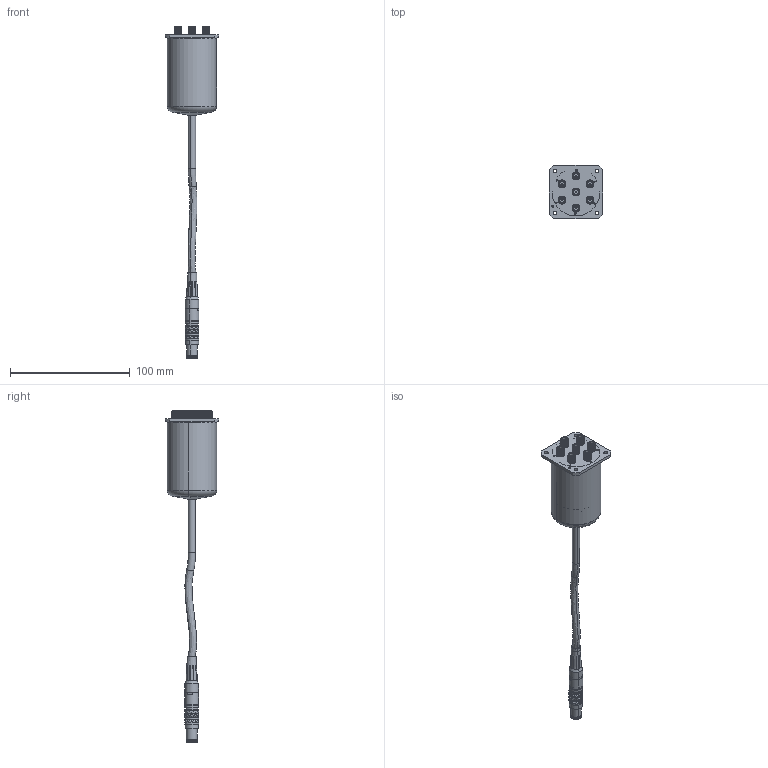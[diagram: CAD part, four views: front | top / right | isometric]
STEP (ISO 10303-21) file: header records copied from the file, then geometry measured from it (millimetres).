
FILE_DESCRIPTION (( 'STEP AP214' ), '1' );
FILE_NAME ('40-785B-523-E (PART 2 OF 2).STEP', '2016-06-06T14:57:58', ( 'admin' ), ( 'Hewlett-Packard Company' ), 'SwSTEP 2.0', 'SolidWorks 2015', '' );
FILE_SCHEMA (( 'AUTOMOTIVE_DESIGN' ));
Length unit declared in the file: millimetre
Products named in the file (7): C-MS-XXX CD258 ROUND CAP 57.15X74MM; A-PC-521 Microwave Relay Interface Card; C-PC-521 PCB for RADIALL Microwave relays; C-CN-897 2x8 way samtec connector 1.27 pitch; C-RL-104 SP6T Uwave Rly SMA (-Ve Com)_Full featured; 40-785B-523-E (PART 2 OF 2); C-MS-319 Remote Relay Cable
Assembly tree (6 placements, depth 3):
  40-785B-523-E (PART 2 OF 2)
    C-RL-104 SP6T Uwave Rly SMA (-Ve Com)_Full featured
    A-PC-521 Microwave Relay Interface Card
      C-CN-897 2x8 way samtec connector 1.27 pitch
      C-PC-521 PCB for RADIALL Microwave relays
    C-MS-XXX CD258 ROUND CAP 57.15X74MM
    C-MS-319 Remote Relay Cable
Bounding box: 44.4 x 44.4 x 276.79 mm (x, y, z)
Volume: 75750.7 mm3; surface area: 41025.9 mm2
Topology: 15 solids, 15 shells, 1197 faces, 3048 edges, 1934 vertices
Faces by surface type: plane 648, cylinder 427, bspline 74, cone 32, torus 16
Entity records: 57884 total; most frequent: CARTESIAN_POINT 22061, ORIENTED_EDGE 6096, DIRECTION 5439, EDGE_CURVE 3048, VERTEX_POINT 1934, AXIS2_PLACEMENT_3D 1815, LINE 1809, VECTOR 1809
